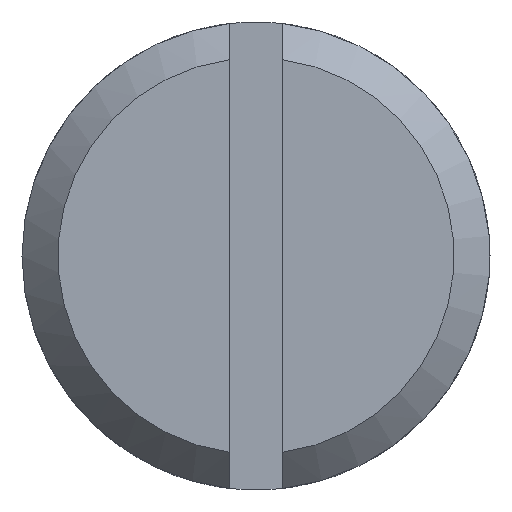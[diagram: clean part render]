
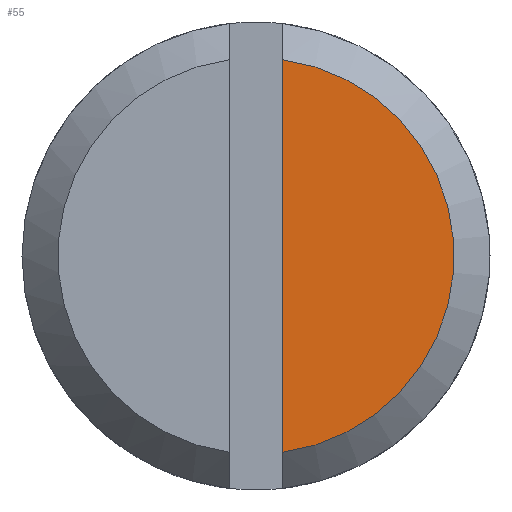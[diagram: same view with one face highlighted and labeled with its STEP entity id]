
A CAD part, left-side view. The second image highlights one B-rep face of the part: STEP entity #55.
In plain terms, the highlighted planar face has unit normal (-1, 0, 0).
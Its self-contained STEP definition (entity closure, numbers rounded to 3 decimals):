
#55 = ADVANCED_FACE( '', ( #111 ), #112, .F. );
#111 = FACE_OUTER_BOUND( '', #163, .T. );
#112 = PLANE( '', #164 );
#163 = EDGE_LOOP( '', ( #249, #250 ) );
#164 = AXIS2_PLACEMENT_3D( '', #251, #252, #253 );
#249 = ORIENTED_EDGE( '', *, *, #284, .F. );
#250 = ORIENTED_EDGE( '', *, *, #308, .F. );
#251 = CARTESIAN_POINT( '', ( 0., 0., 0. ) );
#252 = DIRECTION( '', ( 1., 0., 0. ) );
#253 = DIRECTION( '', ( 0., 1., 0. ) );
#284 = EDGE_CURVE( '', #326, #328, #329, .T. );
#308 = EDGE_CURVE( '', #328, #326, #362, .T. );
#326 = VERTEX_POINT( '', #381 );
#328 = VERTEX_POINT( '', #386 );
#329 = CIRCLE( '', #387, 6.773 );
#362 = LINE( '', #434, #435 );
#381 = CARTESIAN_POINT( '', ( 0., -0.9, 6.713 ) );
#386 = CARTESIAN_POINT( '', ( 0., -0.9, -6.713 ) );
#387 = AXIS2_PLACEMENT_3D( '', #450, #451, #452 );
#434 = CARTESIAN_POINT( '', ( 0., -0.9, -10.5 ) );
#435 = VECTOR( '', #479, 1000. );
#450 = CARTESIAN_POINT( '', ( 0., 0., 0. ) );
#451 = DIRECTION( '', ( 1., 0., 0. ) );
#452 = DIRECTION( '', ( 0., 1., 0. ) );
#479 = DIRECTION( '', ( 0., 0., 1. ) );
